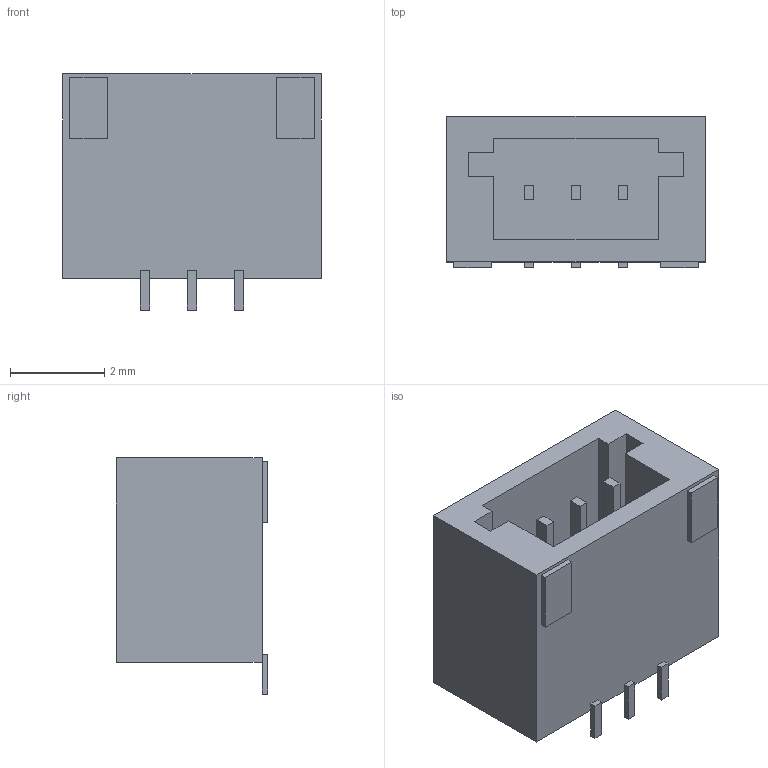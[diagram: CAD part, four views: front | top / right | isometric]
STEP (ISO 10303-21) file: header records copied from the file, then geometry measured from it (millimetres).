
FILE_DESCRIPTION (( 'STEP AP214' ), '1' );
FILE_NAME ('SH1_3P.STEP', '2021-11-18T03:56:46', ( 'PC' ), ( 'Microsoft' ), 'SwSTEP 2.0', 'SolidWorks 2021', '' );
FILE_SCHEMA (( 'AUTOMOTIVE_DESIGN' ));
Length unit declared in the file: millimetre
Products named in the file (1): SH1_3P
Bounding box: 5.5 x 3.22 x 5.03 mm (x, y, z)
Volume: 45.3 mm3; surface area: 171.8 mm2
Topology: 1 solids, 1 shells, 62 faces, 156 edges, 102 vertices
Faces by surface type: plane 62
Entity records: 1846 total; most frequent: CARTESIAN_POINT 321, ORIENTED_EDGE 312, DIRECTION 282, EDGE_CURVE 156, LINE 156, VECTOR 156, VERTEX_POINT 102, EDGE_LOOP 68
